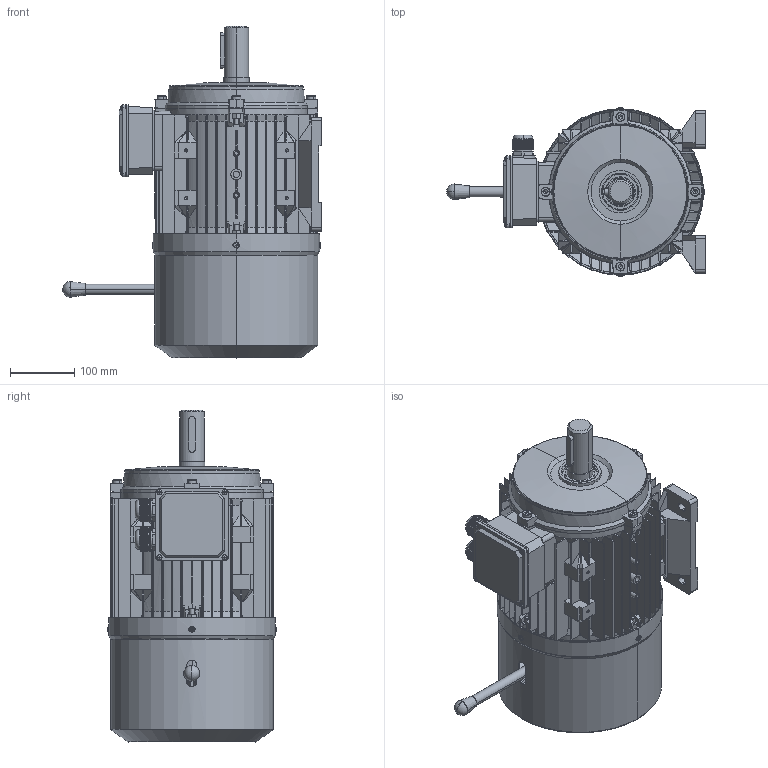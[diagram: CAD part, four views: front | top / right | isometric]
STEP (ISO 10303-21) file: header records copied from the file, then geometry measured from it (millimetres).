
FILE_DESCRIPTION (( 'STEP AP203' ), '1' );
FILE_NAME ('MSB132S B3俋倛芞.STEP', '2012-12-30T01:23:53', ( 'USER' ), ( 'MS' ), 'SwSTEP 2.0', 'SolidWorks 2008', '' );
FILE_SCHEMA (( 'CONFIG_CONTROL_DESIGN' ));
Length unit declared in the file: millimetre
Products named in the file (15): 132油封_默认; MS132接线盒盖_默认; 风罩螺钉M5_默认; 132机壳螺母_默认; MSB132S B3俋倛芞; 132S机壳_默认; 132风叶_默认; 132諉盄碟釱蹟隊_GB_CROSS_SCREWS_TYPE1 M4X6-6  H type-N; MS132接线盒座_默认; 112-132出线螺套_默认; MSB132后盖_默认; MSB132风罩_默认; 内六角圆柱头螺栓M7_默认; 132前端盖1_默认; 132S底脚_默认
Assembly tree (36 placements, depth 2):
  MSB132S B3俋倛芞
    风罩螺钉M5_默认  x4
    内六角圆柱头螺栓M7_默认  x8
    112-132出线螺套_默认  x2
    MS132接线盒盖_默认
    132前端盖1_默认
    132諉盄碟釱蹟隊_GB_CROSS_SCREWS_TYPE1 M4X6-6  H type-N  x4
    132机壳螺母_默认  x8
    132S底脚_默认  x2
    132油封_默认
    MSB132后盖_默认
    MSB132风罩_默认
    132S机壳_默认
    MS132接线盒座_默认
    132风叶_默认
Bounding box: 401.6 x 261.51 x 514.96 mm (x, y, z)
Volume: 2763498.1 mm3; surface area: 1605458.1 mm2
Topology: 39 solids, 39 shells, 3818 faces, 10246 edges, 6580 vertices
Faces by surface type: plane 2647, cylinder 671, cone 340, torus 70, bspline 64, sphere 26
Entity records: 98204 total; most frequent: CARTESIAN_POINT 23008, ORIENTED_EDGE 15704, DIRECTION 14004, EDGE_CURVE 7852, VECTOR 5626, LINE 5626, VERTEX_POINT 5101, AXIS2_PLACEMENT_3D 4189
